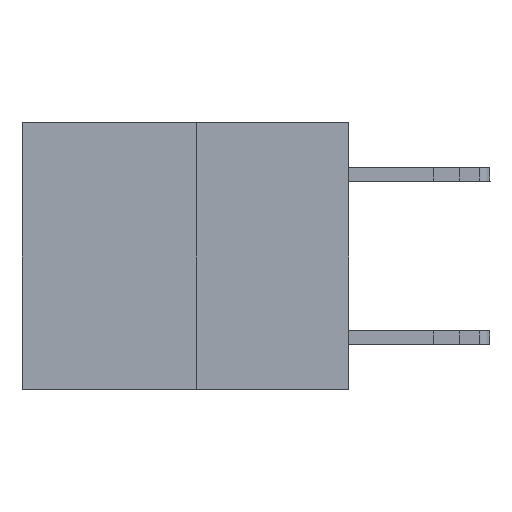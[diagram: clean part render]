
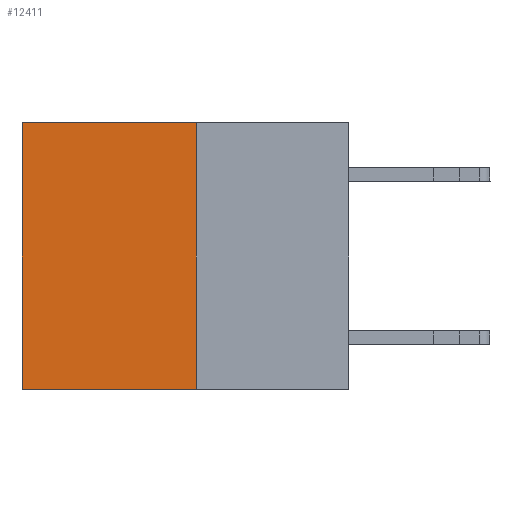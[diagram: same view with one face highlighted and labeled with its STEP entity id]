
A CAD part, left-side view. The second image highlights one B-rep face of the part: STEP entity #12411.
In plain terms, the highlighted planar face has unit normal (-1, 0, 0).
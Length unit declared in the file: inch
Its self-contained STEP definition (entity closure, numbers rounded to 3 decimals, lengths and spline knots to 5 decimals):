
#153 = ORIENTED_EDGE ( 'NONE', *, *, #16871, .F. ) ;
#174 = CARTESIAN_POINT ( 'NONE',  ( 0.3165, 0.6, 0. ) ) ;
#769 = EDGE_CURVE ( 'NONE', #12271, #19106, #21049, .T. ) ;
#848 = CARTESIAN_POINT ( 'NONE',  ( 0.3165, 0.28, -0.49 ) ) ;
#940 = VERTEX_POINT ( 'NONE', #2235 ) ;
#1005 = VERTEX_POINT ( 'NONE', #848 ) ;
#1168 = AXIS2_PLACEMENT_3D ( 'NONE', #4194, #6196, #13693 ) ;
#1297 = LINE ( 'NONE', #3648, #14887 ) ;
#2235 = CARTESIAN_POINT ( 'NONE',  ( 0.3165, 0.6, -0.49 ) ) ;
#2377 = ORIENTED_EDGE ( 'NONE', *, *, #13626, .F. ) ;
#3648 = CARTESIAN_POINT ( 'NONE',  ( 0.3165, 0.6, -0.49 ) ) ;
#4194 = CARTESIAN_POINT ( 'NONE',  ( 0.3165, 0.28, -0.49 ) ) ;
#4582 = CARTESIAN_POINT ( 'NONE',  ( 0.3165, 0.28, 0. ) ) ;
#5500 = DIRECTION ( 'NONE',  ( 0., 1., 0. ) ) ;
#5512 = VECTOR ( 'NONE', #11876, 39.37008 ) ;
#6196 = DIRECTION ( 'NONE',  ( 1., 0., 0. ) ) ;
#7755 = VECTOR ( 'NONE', #5500, 39.37008 ) ;
#10667 = LINE ( 'NONE', #15524, #5512 ) ;
#11876 = DIRECTION ( 'NONE',  ( 0., 0., -1. ) ) ;
#12271 = VERTEX_POINT ( 'NONE', #13505 ) ;
#12291 = EDGE_LOOP ( 'NONE', ( #23254, #153, #2377, #13950 ) ) ;
#12411 = ADVANCED_FACE ( 'NONE', ( #20079 ), #19214, .F. ) ;
#13505 = CARTESIAN_POINT ( 'NONE',  ( 0.3165, 0.28, 0. ) ) ;
#13626 = EDGE_CURVE ( 'NONE', #12271, #1005, #10667, .T. ) ;
#13693 = DIRECTION ( 'NONE',  ( 0., 0., -1. ) ) ;
#13950 = ORIENTED_EDGE ( 'NONE', *, *, #769, .T. ) ;
#14511 = EDGE_CURVE ( 'NONE', #19106, #940, #1297, .T. ) ;
#14887 = VECTOR ( 'NONE', #15314, 39.37008 ) ;
#15314 = DIRECTION ( 'NONE',  ( 0., 0., -1. ) ) ;
#15524 = CARTESIAN_POINT ( 'NONE',  ( 0.3165, 0.28, -0.49 ) ) ;
#16871 = EDGE_CURVE ( 'NONE', #1005, #940, #22551, .T. ) ;
#17090 = CARTESIAN_POINT ( 'NONE',  ( 0.3165, 0.28, -0.49 ) ) ;
#18255 = DIRECTION ( 'NONE',  ( 0., 1., 0. ) ) ;
#19106 = VERTEX_POINT ( 'NONE', #174 ) ;
#19214 = PLANE ( 'NONE',  #1168 ) ;
#19571 = VECTOR ( 'NONE', #18255, 39.37008 ) ;
#20079 = FACE_OUTER_BOUND ( 'NONE', #12291, .T. ) ;
#21049 = LINE ( 'NONE', #4582, #19571 ) ;
#22551 = LINE ( 'NONE', #17090, #7755 ) ;
#23254 = ORIENTED_EDGE ( 'NONE', *, *, #14511, .T. ) ;
